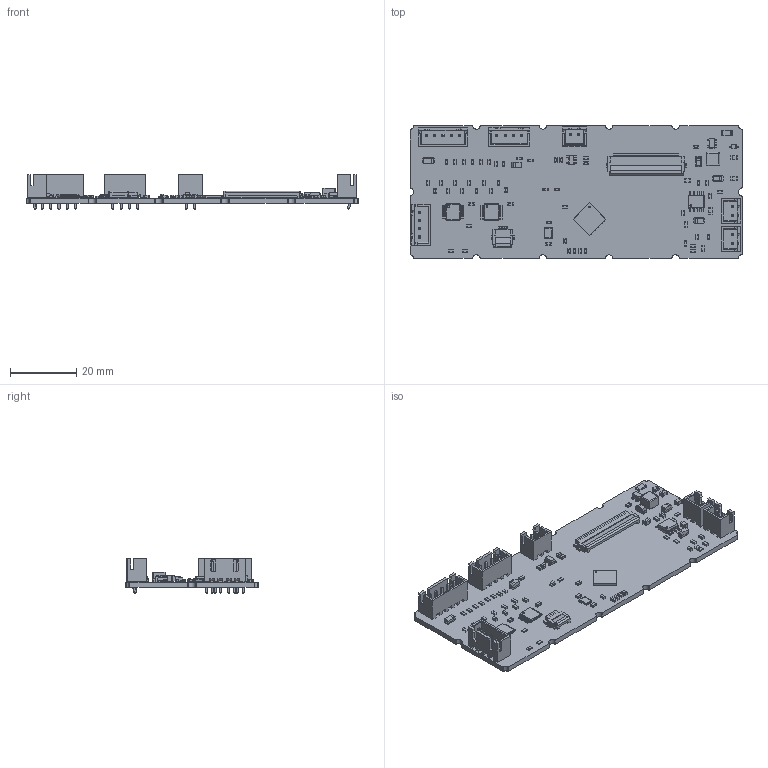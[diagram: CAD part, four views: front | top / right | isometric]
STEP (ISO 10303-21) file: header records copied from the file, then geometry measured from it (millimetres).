
FILE_DESCRIPTION(('KiCad electronic assembly'),'2;1');
FILE_NAME('FT800.step','2025-02-27T15:02:05',('Pcbnew'),('Kicad'), 'Open CASCADE STEP processor 7.8','KiCad to STEP converter','Unknown' );
FILE_SCHEMA(('AUTOMOTIVE_DESIGN { 1 0 10303 214 1 1 1 1 }'));
Length unit declared in the file: millimetre
Products named in the file (42): FT800 1; R_0603_1608Metric; L_Cenker_CKCS4030; C_0603_1608Metric; Texas_RGZ0048A_VQFN-48-1EP_7x7mm_P0.5mm_EP5.15x5.15mm; C_0805_2012Metric; LED_0603_1608Metric; CP_EIA-3216-18_Kemet-A; CP_EIA_3216_18_Kemet_A; JST_XH_B5B-XH-A_1x05_P2.50mm_Vertical; JST_B5B_XH_A; TSSOP-14_4.4x5mm_P0.65mm; TSSOP_14_44x5mm_P065mm; SOT-23-5; SOT_23_5; SOIC-8_3.9x4.9mm_P1.27mm; SOIC_8_39x49mm_P127mm; D_SOD-323; D_SOD_323; L_0805_2012Metric; Hirose_FH12-40S-0.5SH_1x40-1MP_P0.50mm_Horizontal; Hirose_FH12_xxS_0_5SH_Parametric_v0_1; JST_XH_B2B-XH-A_1x02_P2.50mm_Vertical; JST_B2B_XH_A; R_1206_3216Metric; Crystal_SMD_3225-4Pin_3.2x2.5mm; JST_XH_B4B-XH-A_1x04_P2.50mm_Vertical; JST_B4B_XH_A; CP_EIA-3216-10_Kemet-I; CP_EIA_3216_10_Kemet_I; Hirose_FH12-6S-0.5SH_1x06-1MP_P0.50mm_Horizontal; _autosave-B-FT800-BRK_PCB
Assembly tree (102 placements, depth 3):
  FT800 1
    R_0603_1608Metric  x25
      R_0603_1608Metric
    L_Cenker_CKCS4030
      L_Cenker_CKCS4030
    C_0603_1608Metric  x28
      C_0603_1608Metric
    Texas_RGZ0048A_VQFN-48-1EP_7x7mm_P0.5mm_EP5.15x5.15mm
      Texas_RGZ0048A_VQFN-48-1EP_7x7mm_P0.5mm_EP5.15x5.15mm
    C_0805_2012Metric  x2
      C_0805_2012Metric
    LED_0603_1608Metric
      LED_0603_1608Metric
    CP_EIA-3216-18_Kemet-A  x4
      CP_EIA_3216_18_Kemet_A
    JST_XH_B5B-XH-A_1x05_P2.50mm_Vertical
      JST_B5B_XH_A
    TSSOP-14_4.4x5mm_P0.65mm  x2
      TSSOP_14_44x5mm_P065mm
    SOT-23-5  x2
      SOT_23_5
    SOIC-8_3.9x4.9mm_P1.27mm
      SOIC_8_39x49mm_P127mm
    D_SOD-323
      D_SOD_323
    L_0805_2012Metric  x2
      L_0805_2012Metric
    Hirose_FH12-40S-0.5SH_1x40-1MP_P0.50mm_Horizontal
      Hirose_FH12_xxS_0_5SH_Parametric_v0_1
    JST_XH_B2B-XH-A_1x02_P2.50mm_Vertical  x3
      JST_B2B_XH_A
    R_1206_3216Metric
      R_1206_3216Metric
    Crystal_SMD_3225-4Pin_3.2x2.5mm
      Crystal_SMD_3225-4Pin_3.2x2.5mm
    JST_XH_B4B-XH-A_1x04_P2.50mm_Vertical  x2
      JST_B4B_XH_A
    CP_EIA-3216-10_Kemet-I
      CP_EIA_3216_10_Kemet_I
    Hirose_FH12-6S-0.5SH_1x06-1MP_P0.50mm_Horizontal
      Hirose_FH12_xxS_0_5SH_Parametric_v0_1
    _autosave-B-FT800-BRK_PCB
Bounding box: 100 x 40 x 10.4 mm (x, y, z)
Volume: 8180.5 mm3; surface area: 13762.4 mm2
Topology: 86 solids, 86 shells, 4615 faces, 12362 edges, 8036 vertices
Faces by surface type: plane 3386, cylinder 989, bspline 236, sphere 4
Full cylindrical faces by diameter (mm): 0.4 x1, 0.5 x2, 0.6 x1, 0.95 x13, 1 x6
Entity records: 87302 total; most frequent: CARTESIAN_POINT 14919, ORIENTED_EDGE 13002, DIRECTION 11675, EDGE_CURVE 6501, LINE 5631, VECTOR 5631, VERTEX_POINT 4224, AXIS2_PLACEMENT_3D 3022
